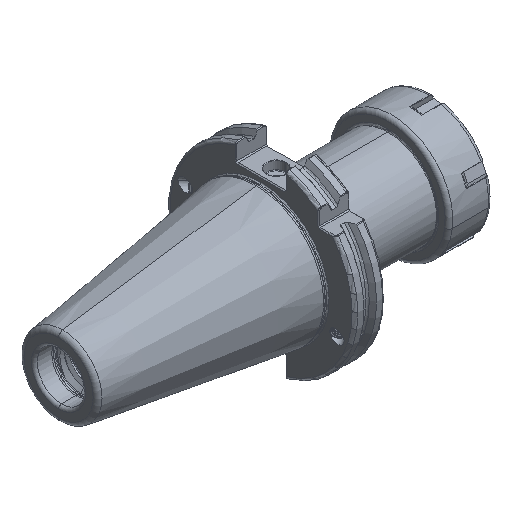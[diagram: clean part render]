
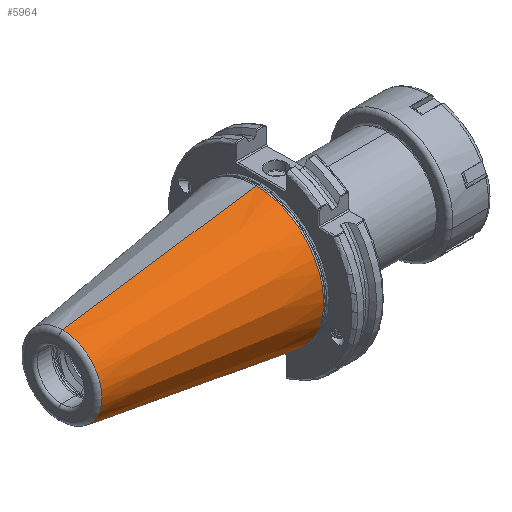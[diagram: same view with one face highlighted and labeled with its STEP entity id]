
A CAD part, isometric view. The second image highlights one B-rep face of the part: STEP entity #5964.
In plain terms, the highlighted conical face has half-angle 8.297 degrees and reference radius 35.392 mm.
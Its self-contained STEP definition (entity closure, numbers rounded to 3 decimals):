
#1142 = AXIS2_PLACEMENT_3D ( 'NONE', #30985, #30977, #30986 ) ;
#1305 = AXIS2_PLACEMENT_3D ( 'NONE', #24782, #24800, #24775 ) ;
#1308 = AXIS2_PLACEMENT_3D ( 'NONE', #24610, #24596, #24622 ) ;
#1324 = AXIS2_PLACEMENT_3D ( 'NONE', #12334, #12299, #12316 ) ;
#1791 = ORIENTED_EDGE ( 'NONE', *, *, #5756, .T. ) ;
#1801 = ORIENTED_EDGE ( 'NONE', *, *, #5745, .F. ) ;
#1828 = ORIENTED_EDGE ( 'NONE', *, *, #30138, .T. ) ;
#1846 = ORIENTED_EDGE ( 'NONE', *, *, #30182, .F. ) ;
#1877 = ORIENTED_EDGE ( 'NONE', *, *, #30143, .F. ) ;
#5745 = EDGE_CURVE ( 'NONE', #16764, #16841, #7849, .T. ) ;
#5756 = EDGE_CURVE ( 'NONE', #16781, #16758, #7837, .T. ) ;
#5964 = ADVANCED_FACE ( 'NONE', ( #8033 ), #8025, .T. ) ;
#7837 = CIRCLE ( 'NONE', #1305, 20.399 ) ;
#7849 = CIRCLE ( 'NONE', #1308, 35.027 ) ;
#8025 = CONICAL_SURFACE ( 'NONE', #1324, 35.392, 0.145 ) ;
#8033 = FACE_OUTER_BOUND ( 'NONE', #16562, .T. ) ;
#9253 = LINE ( 'NONE', #30941, #9257 ) ;
#9257 = VECTOR ( 'NONE', #30967, 1000. ) ;
#9268 = CIRCLE ( 'NONE', #1142, 35.027 ) ;
#9290 = VECTOR ( 'NONE', #31111, 1000. ) ;
#9324 = LINE ( 'NONE', #31137, #9290 ) ;
#12299 = DIRECTION ( 'NONE',  ( 1., 0., 0. ) ) ;
#12316 = DIRECTION ( 'NONE',  ( 0., 0., -1. ) ) ;
#12334 = CARTESIAN_POINT ( 'NONE',  ( 0., 0., 0. ) ) ;
#16562 = EDGE_LOOP ( 'NONE', ( #1846, #1791, #1828, #1801, #1877 ) ) ;
#16758 = VERTEX_POINT ( 'NONE', #26326 ) ;
#16764 = VERTEX_POINT ( 'NONE', #26365 ) ;
#16772 = VERTEX_POINT ( 'NONE', #26368 ) ;
#16781 = VERTEX_POINT ( 'NONE', #26408 ) ;
#16841 = VERTEX_POINT ( 'NONE', #25154 ) ;
#24596 = DIRECTION ( 'NONE',  ( 1., 0., 0. ) ) ;
#24610 = CARTESIAN_POINT ( 'NONE',  ( -2.5, 0., 0. ) ) ;
#24622 = DIRECTION ( 'NONE',  ( 0., 1., 0. ) ) ;
#24775 = DIRECTION ( 'NONE',  ( 0., 0., 1. ) ) ;
#24782 = CARTESIAN_POINT ( 'NONE',  ( -102.811, 0., 0. ) ) ;
#24800 = DIRECTION ( 'NONE',  ( 1., 0., 0. ) ) ;
#25154 = CARTESIAN_POINT ( 'NONE',  ( -2.5, 0., -35.027 ) ) ;
#26326 = CARTESIAN_POINT ( 'NONE',  ( -102.811, 0., -20.399 ) ) ;
#26365 = CARTESIAN_POINT ( 'NONE',  ( -2.5, -35.027, 0. ) ) ;
#26368 = CARTESIAN_POINT ( 'NONE',  ( -2.5, 0., 35.027 ) ) ;
#26408 = CARTESIAN_POINT ( 'NONE',  ( -102.811, 0., 20.399 ) ) ;
#30138 = EDGE_CURVE ( 'NONE', #16758, #16841, #9253, .T. ) ;
#30143 = EDGE_CURVE ( 'NONE', #16772, #16764, #9268, .T. ) ;
#30182 = EDGE_CURVE ( 'NONE', #16781, #16772, #9324, .T. ) ;
#30941 = CARTESIAN_POINT ( 'NONE',  ( 0., 0., -35.392 ) ) ;
#30967 = DIRECTION ( 'NONE',  ( 0.99, 0., -0.144 ) ) ;
#30977 = DIRECTION ( 'NONE',  ( 1., 0., 0. ) ) ;
#30985 = CARTESIAN_POINT ( 'NONE',  ( -2.5, 0., 0. ) ) ;
#30986 = DIRECTION ( 'NONE',  ( 0., 1., 0. ) ) ;
#31111 = DIRECTION ( 'NONE',  ( 0.99, 0., 0.144 ) ) ;
#31137 = CARTESIAN_POINT ( 'NONE',  ( 0., 0., 35.392 ) ) ;
